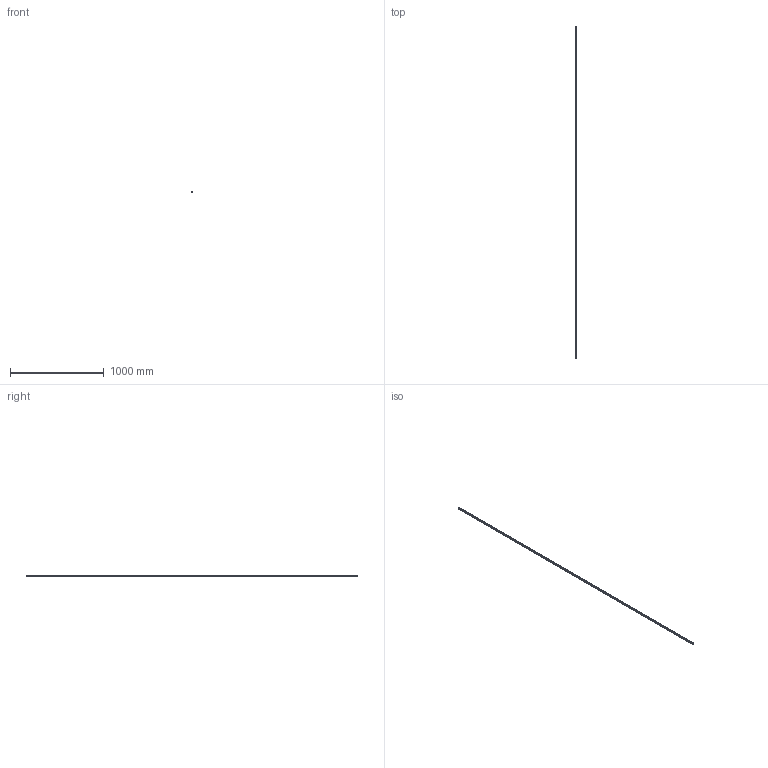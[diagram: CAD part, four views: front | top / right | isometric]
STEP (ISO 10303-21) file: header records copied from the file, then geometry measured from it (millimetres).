
FILE_DESCRIPTION(('STEP AP214'),'1');
FILE_NAME('cctmp_83A963B0-F3A3-4FC8-8D77-0E201355E37B_2021_01_19_14_52_44_0305..stp','2021-01-19T13:52:44',('HIWIN GmbH'),('CADClick - www.CADClick.com'),'Spatial InterOp 3D',' ','unknown authorization');
FILE_SCHEMA(('AUTOMOTIVE_DESIGN'));
Length unit declared in the file: millimetre
Products named in the file (1): HGR15T3550C_FILE
Bounding box: 15 x 3550 x 15 mm (x, y, z)
Volume: 666400.3 mm3; surface area: 225087.5 mm2
Topology: 1 solids, 1 shells, 351 faces, 917 edges, 513 vertices
Faces by surface type: cylinder 144, cone 118, plane 89
Entity records: 12681 total; most frequent: DIRECTION 1791, CARTESIAN_POINT 1664, ORIENTED_EDGE 1598, EDGE_CURVE 799, AXIS2_PLACEMENT_3D 640, VERTEX_POINT 513, LINE 511, VECTOR 511
